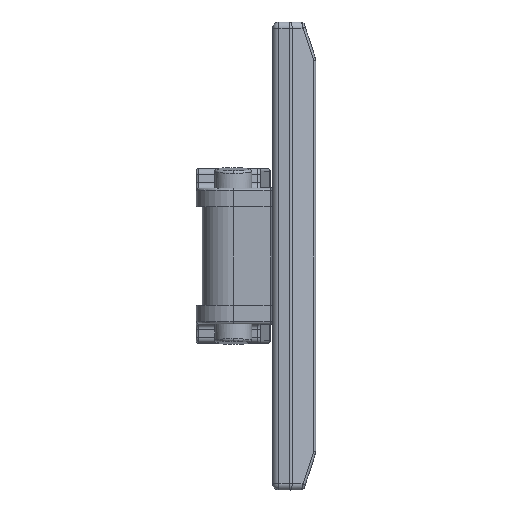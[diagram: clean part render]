
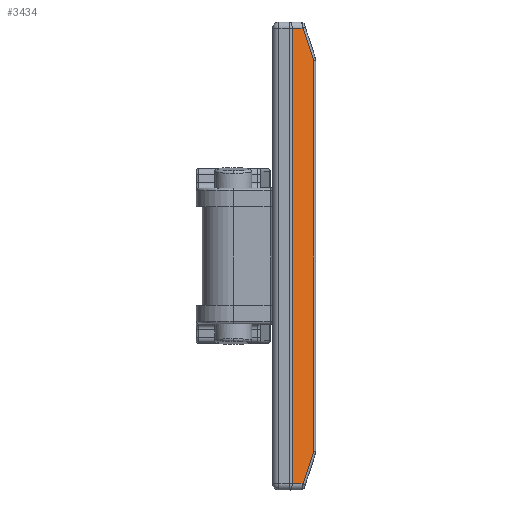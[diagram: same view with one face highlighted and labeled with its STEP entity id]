
A CAD part, left-side view. The second image highlights one B-rep face of the part: STEP entity #3434.
In plain terms, the highlighted planar face has unit normal (-0.912, -0.41, 0).
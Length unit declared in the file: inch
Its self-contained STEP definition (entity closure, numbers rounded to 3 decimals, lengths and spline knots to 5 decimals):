
#23=ELLIPSE('',#3832,0.03027,0.02758);
#24=ELLIPSE('',#3833,0.03027,0.02758);
#306=LINE('',#6058,#524);
#317=LINE('',#6194,#535);
#320=LINE('',#6376,#538);
#345=LINE('',#7127,#563);
#346=LINE('',#7131,#564);
#347=LINE('',#7134,#565);
#524=VECTOR('',#4431,0.03781);
#535=VECTOR('',#4522,0.03781);
#538=VECTOR('',#4547,1.45669);
#563=VECTOR('',#4700,0.10232);
#564=VECTOR('',#4703,1.24706);
#565=VECTOR('',#4706,0.10232);
#651=PLANE('',#3831);
#795=FACE_OUTER_BOUND('',#1024,.T.);
#1024=EDGE_LOOP('',(#2840,#2841,#2842,#2843,#2844,#2845,#2846,#2847));
#1555=VERTEX_POINT('',#6055);
#1556=VERTEX_POINT('',#6057);
#1574=VERTEX_POINT('',#6169);
#1575=VERTEX_POINT('',#6171);
#1618=VERTEX_POINT('',#7126);
#1619=VERTEX_POINT('',#7128);
#1620=VERTEX_POINT('',#7130);
#1621=VERTEX_POINT('',#7132);
#1932=EDGE_CURVE('',#1555,#1556,#306,.T.);
#1970=EDGE_CURVE('',#1575,#1574,#317,.T.);
#1980=EDGE_CURVE('',#1574,#1555,#320,.T.);
#2050=EDGE_CURVE('',#1618,#1575,#345,.T.);
#2051=EDGE_CURVE('',#1619,#1618,#23,.T.);
#2052=EDGE_CURVE('',#1620,#1619,#346,.T.);
#2053=EDGE_CURVE('',#1621,#1620,#24,.T.);
#2054=EDGE_CURVE('',#1556,#1621,#347,.T.);
#2840=ORIENTED_EDGE('',*,*,#1980,.F.);
#2841=ORIENTED_EDGE('',*,*,#1970,.F.);
#2842=ORIENTED_EDGE('',*,*,#2050,.F.);
#2843=ORIENTED_EDGE('',*,*,#2051,.F.);
#2844=ORIENTED_EDGE('',*,*,#2052,.F.);
#2845=ORIENTED_EDGE('',*,*,#2053,.F.);
#2846=ORIENTED_EDGE('',*,*,#2054,.F.);
#2847=ORIENTED_EDGE('',*,*,#1932,.F.);
#3434=ADVANCED_FACE('',(#795),#651,.F.);
#3831=AXIS2_PLACEMENT_3D('',#7125,#4698,#4699);
#3832=AXIS2_PLACEMENT_3D('',#7129,#4701,#4702);
#3833=AXIS2_PLACEMENT_3D('',#7133,#4704,#4705);
#4431=DIRECTION('',(0.41,-0.912,0.));
#4522=DIRECTION('',(-0.41,0.912,0.));
#4547=DIRECTION('',(0.,0.,1.));
#4698=DIRECTION('center_axis',(0.912,0.41,0.));
#4699=DIRECTION('ref_axis',(0.,0.,-1.));
#4700=DIRECTION('',(-0.141,0.313,-0.939));
#4701=DIRECTION('center_axis',(0.912,0.41,0.));
#4702=DIRECTION('ref_axis',(0.41,-0.912,-0.001));
#4703=DIRECTION('',(0.,0.,-1.));
#4704=DIRECTION('center_axis',(0.912,0.41,0.));
#4705=DIRECTION('ref_axis',(0.41,-0.912,0.001));
#4706=DIRECTION('',(0.141,-0.313,-0.939));
#6055=CARTESIAN_POINT('',(-0.35457,-0.00385,0.72835));
#6057=CARTESIAN_POINT('',(-0.33905,-0.03833,0.72835));
#6058=CARTESIAN_POINT('',(-0.35457,-0.00385,0.72835));
#6169=CARTESIAN_POINT('',(-0.35457,-0.00385,-0.72835));
#6171=CARTESIAN_POINT('',(-0.33905,-0.03833,-0.72835));
#6194=CARTESIAN_POINT('',(-0.33905,-0.03833,-0.72835));
#6376=CARTESIAN_POINT('',(-0.35457,-0.00385,-0.72835));
#7125=CARTESIAN_POINT('Origin',(-0.32087,-0.07874,
0.89764));
#7126=CARTESIAN_POINT('',(-0.32464,-0.07036,-0.63225));
#7127=CARTESIAN_POINT('',(-0.32464,-0.07036,-0.63225));
#7128=CARTESIAN_POINT('',(-0.324,-0.07178,-0.62353));
#7129=CARTESIAN_POINT('Origin',(-0.33642,-0.04417,
-0.62353));
#7130=CARTESIAN_POINT('',(-0.324,-0.07178,0.62353));
#7131=CARTESIAN_POINT('',(-0.324,-0.07178,0.62353));
#7132=CARTESIAN_POINT('',(-0.32464,-0.07036,0.63225));
#7133=CARTESIAN_POINT('Origin',(-0.33642,-0.04417,
0.62353));
#7134=CARTESIAN_POINT('',(-0.33905,-0.03833,0.72835));
